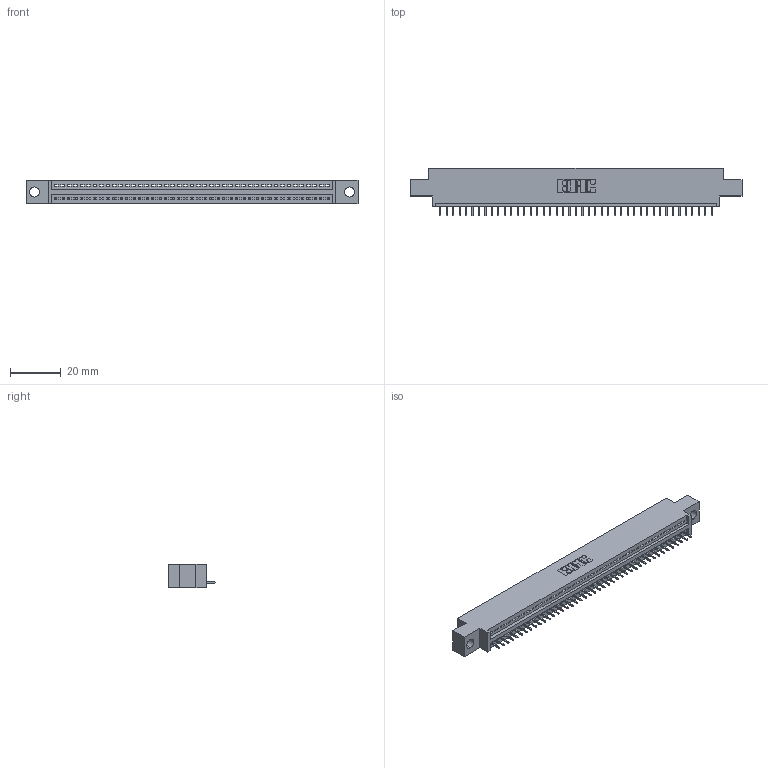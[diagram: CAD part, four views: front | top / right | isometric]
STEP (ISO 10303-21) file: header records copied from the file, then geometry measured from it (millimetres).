
FILE_DESCRIPTION (( 'STEP AP203' ), '1' );
FILE_NAME ('845-043-525-604.STEP', '2020-09-23T06:20:48', ( '' ), ( '' ), 'SwSTEP 2.0', 'SolidWorks 2020', '' );
FILE_SCHEMA (( 'CONFIG_CONTROL_DESIGN' ));
Length unit declared in the file: inch
Products named in the file (3): 345-292-001_345-293-125; 845-043-525-604; 845 Part_0.170 Offset - 0.156 Dia-TH
Assembly tree (44 placements, depth 2):
  845-043-525-604
    845 Part_0.170 Offset - 0.156 Dia-TH
    345-292-001_345-293-125  x43
Bounding box: 130.43 x 18.72 x 9.4 mm (x, y, z)
Volume: 12019.7 mm3; surface area: 15336.5 mm2
Topology: 44 solids, 44 shells, 2796 faces, 8093 edges, 5222 vertices
Faces by surface type: plane 2062, cylinder 734
Entity records: 32437 total; most frequent: CARTESIAN_POINT 5625, ORIENTED_EDGE 5602, DIRECTION 4911, EDGE_CURVE 2801, VECTOR 2501, LINE 2501, VERTEX_POINT 1862, AXIS2_PLACEMENT_3D 1205
